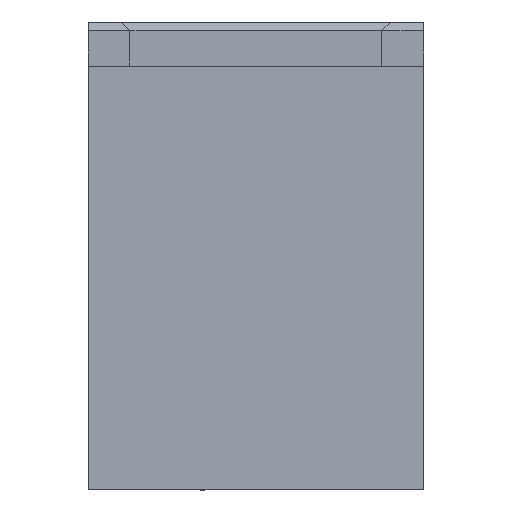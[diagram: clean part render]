
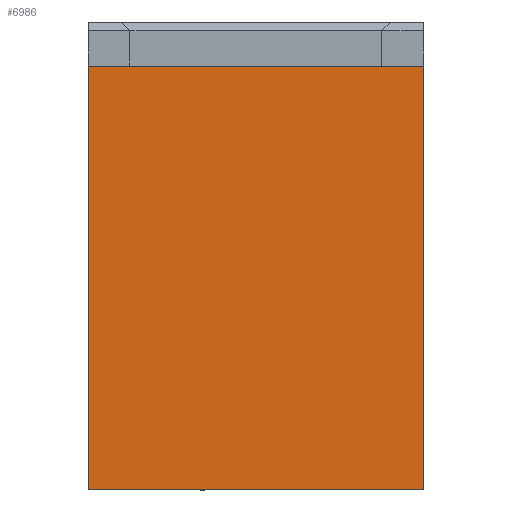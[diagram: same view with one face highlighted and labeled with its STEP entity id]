
A CAD part, top view. The second image highlights one B-rep face of the part: STEP entity #6986.
In plain terms, the highlighted planar face has unit normal (0, 0, 1).
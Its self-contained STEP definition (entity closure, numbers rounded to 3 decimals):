
#62 = VECTOR ( 'NONE', #2368, 1000. ) ;
#434 = EDGE_LOOP ( 'NONE', ( #7372, #14711, #1293, #3154 ) ) ;
#1099 = DIRECTION ( 'NONE',  ( 1., 0., 0. ) ) ;
#1242 = EDGE_CURVE ( 'NONE', #11751, #7983, #13867, .T. ) ;
#1293 = ORIENTED_EDGE ( 'NONE', *, *, #6953, .T. ) ;
#2169 = VERTEX_POINT ( 'NONE', #11249 ) ;
#2368 = DIRECTION ( 'NONE',  ( -1., 0., 0. ) ) ;
#2863 = VECTOR ( 'NONE', #1099, 1000. ) ;
#3154 = ORIENTED_EDGE ( 'NONE', *, *, #1242, .T. ) ;
#3951 = CARTESIAN_POINT ( 'NONE',  ( 3.8, 0., 3.25 ) ) ;
#4878 = DIRECTION ( 'NONE',  ( 0., -1., 0. ) ) ;
#4970 = CARTESIAN_POINT ( 'NONE',  ( 3.75, 9.5, 3.25 ) ) ;
#6953 = EDGE_CURVE ( 'NONE', #2169, #11751, #13772, .T. ) ;
#6986 = ADVANCED_FACE ( 'NONE', ( #8527 ), #13526, .T. ) ;
#7244 = LINE ( 'NONE', #15999, #2863 ) ;
#7372 = ORIENTED_EDGE ( 'NONE', *, *, #12361, .T. ) ;
#7391 = VECTOR ( 'NONE', #4878, 1000. ) ;
#7436 = LINE ( 'NONE', #13516, #11761 ) ;
#7823 = VERTEX_POINT ( 'NONE', #3951 ) ;
#7975 = CARTESIAN_POINT ( 'NONE',  ( -3.8, 0., 3.25 ) ) ;
#7983 = VERTEX_POINT ( 'NONE', #7975 ) ;
#8527 = FACE_OUTER_BOUND ( 'NONE', #434, .T. ) ;
#8960 = EDGE_CURVE ( 'NONE', #7823, #2169, #7436, .T. ) ;
#10006 = DIRECTION ( 'NONE',  ( 0., 0., 1. ) ) ;
#10899 = DIRECTION ( 'NONE',  ( 0., 1., 0. ) ) ;
#11249 = CARTESIAN_POINT ( 'NONE',  ( 3.8, 9.6, 3.25 ) ) ;
#11751 = VERTEX_POINT ( 'NONE', #12829 ) ;
#11761 = VECTOR ( 'NONE', #10899, 1000. ) ;
#12128 = AXIS2_PLACEMENT_3D ( 'NONE', #4970, #10006, #14993 ) ;
#12361 = EDGE_CURVE ( 'NONE', #7983, #7823, #7244, .T. ) ;
#12829 = CARTESIAN_POINT ( 'NONE',  ( -3.8, 9.6, 3.25 ) ) ;
#13516 = CARTESIAN_POINT ( 'NONE',  ( 3.8, 10.5, 3.25 ) ) ;
#13526 = PLANE ( 'NONE',  #12128 ) ;
#13772 = LINE ( 'NONE', #14908, #62 ) ;
#13867 = LINE ( 'NONE', #15065, #7391 ) ;
#14711 = ORIENTED_EDGE ( 'NONE', *, *, #8960, .T. ) ;
#14908 = CARTESIAN_POINT ( 'NONE',  ( 3.75, 9.6, 3.25 ) ) ;
#14993 = DIRECTION ( 'NONE',  ( -1., 0., 0. ) ) ;
#15065 = CARTESIAN_POINT ( 'NONE',  ( -3.8, 0., 3.25 ) ) ;
#15999 = CARTESIAN_POINT ( 'NONE',  ( 3.75, 0., 3.25 ) ) ;
